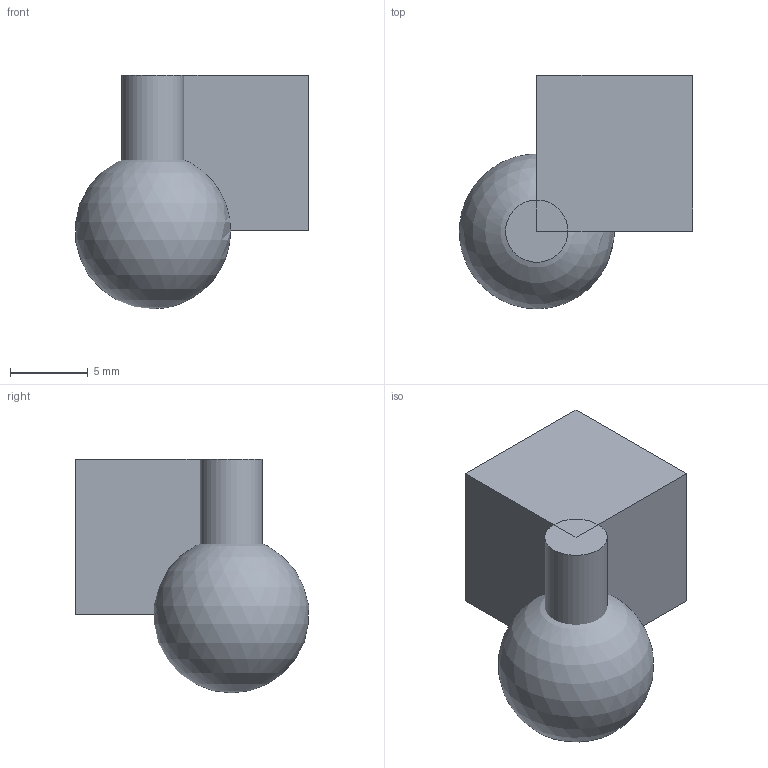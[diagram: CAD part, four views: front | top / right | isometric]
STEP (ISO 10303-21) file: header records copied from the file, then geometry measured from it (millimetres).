
FILE_DESCRIPTION(('FreeCAD Model'),'2;1');
FILE_NAME('Open CASCADE Shape Model','2022-09-14T13:21:15',('Author'),( ''),'Open CASCADE STEP processor 7.5','FreeCAD','Unknown');
FILE_SCHEMA(('AUTOMOTIVE_DESIGN { 1 0 10303 214 1 1 1 1 }'));
Length unit declared in the file: millimetre
Products named in the file (4): Unnamed; Cube; Cylinder; Sphere
Assembly tree (3 placements, depth 2):
  Unnamed
    Cube
    Cylinder
    Sphere
Bounding box: 14.96 x 14.96 x 15 mm (x, y, z)
Volume: 1649.3 mm3; surface area: 1065 mm2
Topology: 3 solids, 3 shells, 10 faces, 18 edges, 12 vertices
Faces by surface type: plane 8, cylinder 1, sphere 1
Full cylindrical faces by diameter (mm): 4 x1
Entity records: 512 total; most frequent: DIRECTION 75, CARTESIAN_POINT 70, LINE 41, VECTOR 41, ORIENTED_EDGE 30, PCURVE 30, DEFINITIONAL_REPRESENTATION 30, AXIS2_PLACEMENT_3D 16
